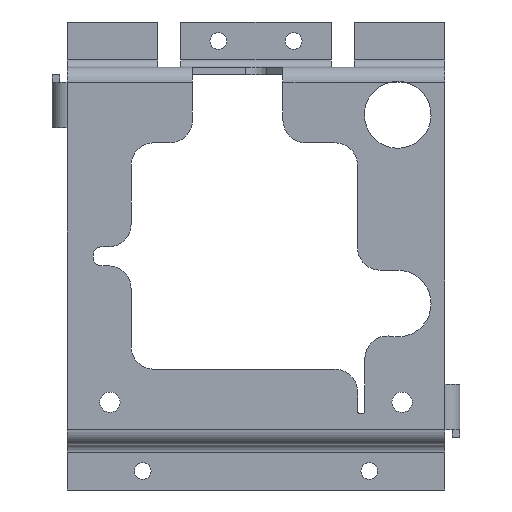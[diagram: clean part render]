
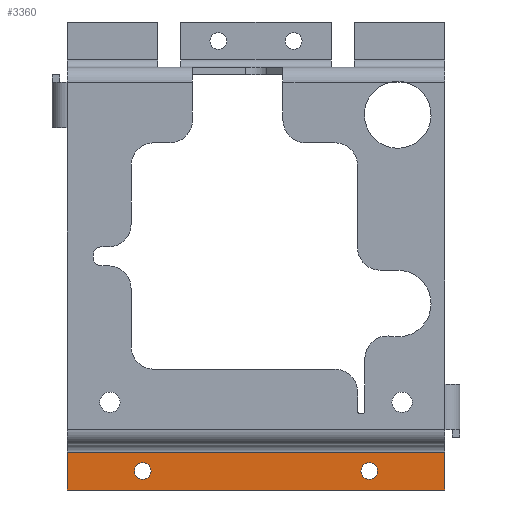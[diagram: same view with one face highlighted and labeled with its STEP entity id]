
A CAD part, left-side view. The second image highlights one B-rep face of the part: STEP entity #3360.
In plain terms, the highlighted planar face has unit normal (-1, 0, 0).
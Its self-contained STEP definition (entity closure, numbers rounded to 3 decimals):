
#182=DIRECTION('',(0.,0.,-1.));
#183=VECTOR('',#182,5.);
#184=CARTESIAN_POINT('',(23.75,-25.,-1.));
#185=LINE('',#184,#183);
#186=DIRECTION('',(0.,1.,0.));
#187=VECTOR('',#186,50.);
#188=CARTESIAN_POINT('',(23.75,-25.,-6.));
#189=LINE('',#188,#187);
#190=DIRECTION('',(0.,0.,1.));
#191=VECTOR('',#190,5.);
#192=CARTESIAN_POINT('',(23.75,25.,-6.));
#193=LINE('',#192,#191);
#194=CARTESIAN_POINT('',(23.75,15.,-3.5));
#195=DIRECTION('',(-1.,0.,0.));
#196=DIRECTION('',(0.,1.,0.));
#197=AXIS2_PLACEMENT_3D('',#194,#195,#196);
#199=CARTESIAN_POINT('',(23.75,15.,-3.5));
#200=DIRECTION('',(-1.,0.,0.));
#201=DIRECTION('',(0.,-1.,0.));
#202=AXIS2_PLACEMENT_3D('',#199,#200,#201);
#204=CARTESIAN_POINT('',(23.75,-15.,-3.5));
#205=DIRECTION('',(-1.,0.,0.));
#206=DIRECTION('',(0.,1.,0.));
#207=AXIS2_PLACEMENT_3D('',#204,#205,#206);
#209=CARTESIAN_POINT('',(23.75,-15.,-3.5));
#210=DIRECTION('',(-1.,0.,0.));
#211=DIRECTION('',(0.,-1.,0.));
#212=AXIS2_PLACEMENT_3D('',#209,#210,#211);
#214=DIRECTION('',(0.,-1.,0.));
#215=VECTOR('',#214,50.);
#216=CARTESIAN_POINT('',(23.75,25.,-1.));
#217=LINE('',#216,#215);
#2483=CARTESIAN_POINT('',(23.75,-25.,-1.));
#2484=CARTESIAN_POINT('',(23.75,-25.,-6.));
#2485=VERTEX_POINT('',#2483);
#2486=VERTEX_POINT('',#2484);
#2487=CARTESIAN_POINT('',(23.75,25.,-6.));
#2488=VERTEX_POINT('',#2487);
#2489=CARTESIAN_POINT('',(23.75,25.,-1.));
#2490=VERTEX_POINT('',#2489);
#2627=CARTESIAN_POINT('',(23.75,16.1,-3.5));
#2628=VERTEX_POINT('',#2627);
#2629=CARTESIAN_POINT('',(23.75,13.9,-3.5));
#2630=VERTEX_POINT('',#2629);
#2635=CARTESIAN_POINT('',(23.75,-13.9,-3.5));
#2636=VERTEX_POINT('',#2635);
#2637=CARTESIAN_POINT('',(23.75,-16.1,-3.5));
#2638=VERTEX_POINT('',#2637);
#3336=CARTESIAN_POINT('',(23.75,-25.,1.));
#3337=DIRECTION('',(1.,0.,0.));
#3338=DIRECTION('',(0.,-1.,0.));
#3339=AXIS2_PLACEMENT_3D('',#3336,#3337,#3338);
#3340=PLANE('',#3339);
#3341=ORIENTED_EDGE('',*,*,#3302,.T.);
#3342=ORIENTED_EDGE('',*,*,#3317,.T.);
#3343=ORIENTED_EDGE('',*,*,#3330,.T.);
#3345=ORIENTED_EDGE('',*,*,#3344,.T.);
#3346=EDGE_LOOP('',(#3341,#3342,#3343,#3345));
#3347=FACE_OUTER_BOUND('',#3346,.F.);
#3349=ORIENTED_EDGE('',*,*,#3348,.T.);
#3351=ORIENTED_EDGE('',*,*,#3350,.T.);
#3352=EDGE_LOOP('',(#3349,#3351));
#3353=FACE_BOUND('',#3352,.F.);
#3355=ORIENTED_EDGE('',*,*,#3354,.T.);
#3357=ORIENTED_EDGE('',*,*,#3356,.T.);
#3358=EDGE_LOOP('',(#3355,#3357));
#3359=FACE_BOUND('',#3358,.F.);
#3360=ADVANCED_FACE('',(#3347,#3353,#3359),#3340,.F.);
#198=CIRCLE('',#197,1.1);
#203=CIRCLE('',#202,1.1);
#208=CIRCLE('',#207,1.1);
#213=CIRCLE('',#212,1.1);
#3302=EDGE_CURVE('',#2485,#2486,#185,.T.);
#3317=EDGE_CURVE('',#2486,#2488,#189,.T.);
#3330=EDGE_CURVE('',#2488,#2490,#193,.T.);
#3344=EDGE_CURVE('',#2490,#2485,#217,.T.);
#3348=EDGE_CURVE('',#2628,#2630,#198,.T.);
#3350=EDGE_CURVE('',#2630,#2628,#203,.T.);
#3354=EDGE_CURVE('',#2636,#2638,#208,.T.);
#3356=EDGE_CURVE('',#2638,#2636,#213,.T.);
